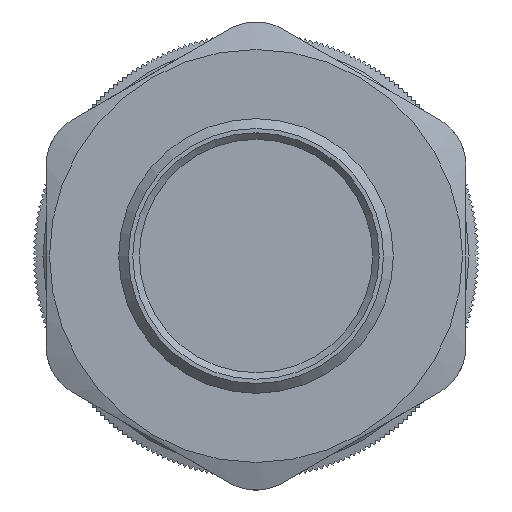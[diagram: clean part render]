
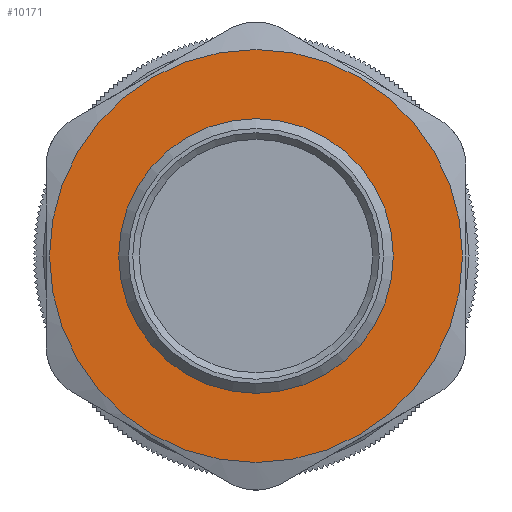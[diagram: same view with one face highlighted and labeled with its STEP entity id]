
A CAD part, front view. The second image highlights one B-rep face of the part: STEP entity #10171.
In plain terms, the highlighted planar face has unit normal (0, -1, 0).
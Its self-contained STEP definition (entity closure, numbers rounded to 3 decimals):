
#2039=FACE_BOUND('',#3584,.T.);
#3065=FACE_OUTER_BOUND('',#3583,.T.);
#3583=EDGE_LOOP('',(#9148));
#3584=EDGE_LOOP('',(#9149));
#3607=CIRCLE('',#10729,19.455);
#3608=CIRCLE('',#10731,31.5);
#4616=VERTEX_POINT('',#17404);
#4617=VERTEX_POINT('',#17408);
#6130=EDGE_CURVE('',#4616,#4616,#3607,.T.);
#6132=EDGE_CURVE('',#4617,#4617,#3608,.T.);
#9148=ORIENTED_EDGE('',*,*,#6132,.F.);
#9149=ORIENTED_EDGE('',*,*,#6130,.T.);
#9658=PLANE('',#10730);
#10171=ADVANCED_FACE('',(#3065,#2039),#9658,.T.);
#10729=AXIS2_PLACEMENT_3D('',#17405,#12306,#12307);
#10730=AXIS2_PLACEMENT_3D('',#17407,#12309,#12310);
#10731=AXIS2_PLACEMENT_3D('',#17409,#12311,#12312);
#12306=DIRECTION('center_axis',(0.,1.,0.));
#12307=DIRECTION('ref_axis',(1.,0.,0.));
#12309=DIRECTION('center_axis',(0.,-1.,0.));
#12310=DIRECTION('ref_axis',(0.,0.,-1.));
#12311=DIRECTION('center_axis',(0.,1.,0.));
#12312=DIRECTION('ref_axis',(1.,0.,0.));
#17404=CARTESIAN_POINT('',(-149.267,-118.329,0.));
#17405=CARTESIAN_POINT('Origin',(-168.722,-118.329,0.));
#17407=CARTESIAN_POINT('Origin',(-200.222,-118.329,0.));
#17408=CARTESIAN_POINT('',(-137.222,-118.329,0.));
#17409=CARTESIAN_POINT('Origin',(-168.722,-118.329,0.));
